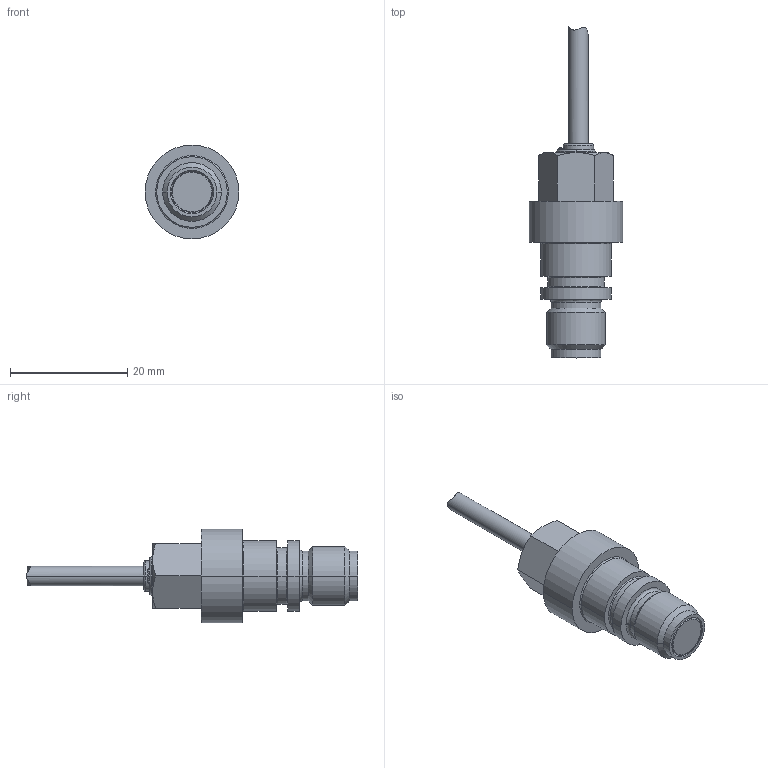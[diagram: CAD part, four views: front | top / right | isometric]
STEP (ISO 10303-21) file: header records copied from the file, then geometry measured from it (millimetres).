
FILE_DESCRIPTION (( 'STEP AP214' ), '1' );
FILE_NAME ('DW-AD-603-M10E-620.STEP', '2022-09-06T10:51:42', ( '' ), ( '' ), 'SwSTEP 2.0', 'SolidWorks 2021', '' );
FILE_SCHEMA (( 'AUTOMOTIVE_DESIGN' ));
Length unit declared in the file: inch
Products named in the file (1): DW-AD-603-M10E-620
Bounding box: 16 x 56.6 x 16 mm (x, y, z)
Volume: 4207.7 mm3; surface area: 2028.3 mm2
Topology: 1 solids, 1 shells, 99 faces, 214 edges, 126 vertices
Faces by surface type: plane 43, cylinder 24, cone 17, bspline 15
Full cylindrical faces by diameter (mm): 7 x1
Entity records: 3553 total; most frequent: CARTESIAN_POINT 1521, ORIENTED_EDGE 424, DIRECTION 394, EDGE_CURVE 212, AXIS2_PLACEMENT_3D 156, VERTEX_POINT 125, EDGE_LOOP 109, FACE_OUTER_BOUND 100
